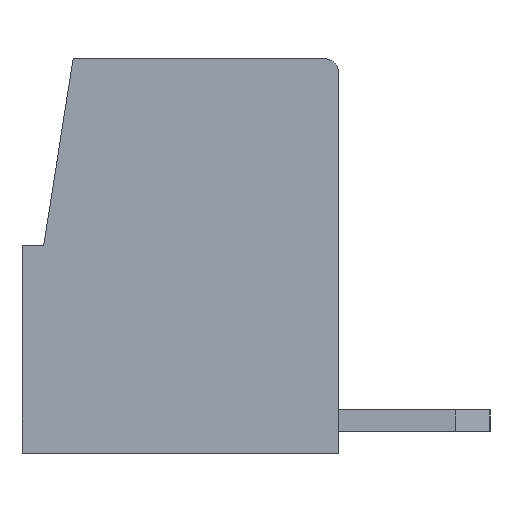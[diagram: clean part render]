
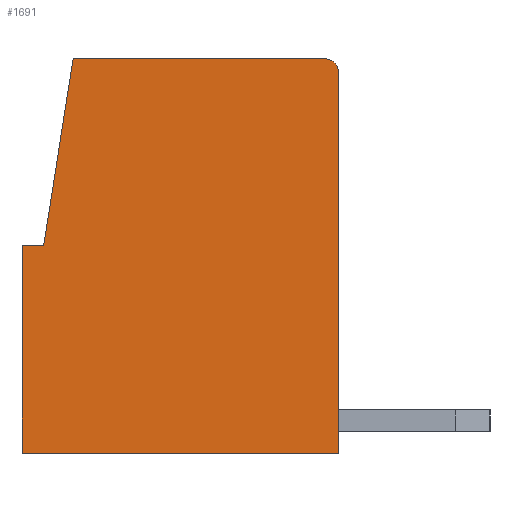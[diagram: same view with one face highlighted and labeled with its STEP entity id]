
A CAD part, left-side view. The second image highlights one B-rep face of the part: STEP entity #1691.
In plain terms, the highlighted planar face has unit normal (-1, 0, 0).
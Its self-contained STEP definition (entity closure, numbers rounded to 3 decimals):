
#1691 = ADVANCED_FACE( '', ( #3546 ), #3547, .F. );
#3546 = FACE_OUTER_BOUND( '', #5550, .T. );
#3547 = PLANE( '', #5551 );
#5550 = EDGE_LOOP( '', ( #10448, #10449, #10450, #10451, #10452, #10453, #10454 ) );
#5551 = AXIS2_PLACEMENT_3D( '', #10455, #10456, #10457 );
#10448 = ORIENTED_EDGE( '', *, *, #13711, .T. );
#10449 = ORIENTED_EDGE( '', *, *, #13061, .F. );
#10450 = ORIENTED_EDGE( '', *, *, #12625, .F. );
#10451 = ORIENTED_EDGE( '', *, *, #13712, .T. );
#10452 = ORIENTED_EDGE( '', *, *, #13713, .T. );
#10453 = ORIENTED_EDGE( '', *, *, #12351, .T. );
#10454 = ORIENTED_EDGE( '', *, *, #12448, .T. );
#10455 = CARTESIAN_POINT( '', ( -1.905, -11.88, 0. ) );
#10456 = DIRECTION( '', ( 1., 0., 0. ) );
#10457 = DIRECTION( '', ( 0., 1., 0. ) );
#12351 = EDGE_CURVE( '', #15048, #15049, #15050, .T. );
#12448 = EDGE_CURVE( '', #15049, #15206, #15208, .T. );
#12625 = EDGE_CURVE( '', #15487, #15489, #15490, .T. );
#13061 = EDGE_CURVE( '', #15489, #16132, #16133, .T. );
#13711 = EDGE_CURVE( '', #15206, #16132, #16973, .T. );
#13712 = EDGE_CURVE( '', #15487, #16974, #16975, .T. );
#13713 = EDGE_CURVE( '', #16974, #15048, #16976, .T. );
#15048 = VERTEX_POINT( '', #18821 );
#15049 = VERTEX_POINT( '', #18822 );
#15050 = LINE( '', #18823, #18824 );
#15206 = VERTEX_POINT( '', #19051 );
#15208 = LINE( '', #19054, #19055 );
#15487 = VERTEX_POINT( '', #19461 );
#15489 = VERTEX_POINT( '', #19464 );
#15490 = LINE( '', #19465, #19466 );
#16132 = VERTEX_POINT( '', #20415 );
#16133 = CIRCLE( '', #20416, 0.3 );
#16973 = LINE( '', #21679, #21680 );
#16974 = VERTEX_POINT( '', #21681 );
#16975 = LINE( '', #21682, #21683 );
#16976 = LINE( '', #21684, #21685 );
#18821 = CARTESIAN_POINT( '', ( -1.905, 0., 4.8 ) );
#18822 = CARTESIAN_POINT( '', ( -1.905, 0., 0. ) );
#18823 = CARTESIAN_POINT( '', ( -1.905, 0., 0. ) );
#18824 = VECTOR( '', #22573, 1000. );
#19051 = CARTESIAN_POINT( '', ( -1.905, -7.3, 0. ) );
#19054 = CARTESIAN_POINT( '', ( -1.905, -3.5, 0. ) );
#19055 = VECTOR( '', #22658, 1000. );
#19461 = CARTESIAN_POINT( '', ( -1.905, -1.181, 9.1 ) );
#19464 = CARTESIAN_POINT( '', ( -1.905, -7., 9.1 ) );
#19465 = CARTESIAN_POINT( '', ( -1.905, -3.5, 9.1 ) );
#19466 = VECTOR( '', #22811, 1000. );
#20415 = CARTESIAN_POINT( '', ( -1.905, -7.3, 8.8 ) );
#20416 = AXIS2_PLACEMENT_3D( '', #23176, #23177, #23178 );
#21679 = CARTESIAN_POINT( '', ( -1.905, -7.3, 0. ) );
#21680 = VECTOR( '', #23692, 1000. );
#21681 = CARTESIAN_POINT( '', ( -1.905, -0.5, 4.8 ) );
#21682 = CARTESIAN_POINT( '', ( -1.905, 0.26, 0. ) );
#21683 = VECTOR( '', #23693, 1000. );
#21684 = CARTESIAN_POINT( '', ( -1.905, -3.5, 4.8 ) );
#21685 = VECTOR( '', #23694, 1000. );
#22573 = DIRECTION( '', ( 0., 0., -1. ) );
#22658 = DIRECTION( '', ( 0., -1., 0. ) );
#22811 = DIRECTION( '', ( 0., -1., 0. ) );
#23176 = CARTESIAN_POINT( '', ( -1.905, -7., 8.8 ) );
#23177 = DIRECTION( '', ( 1., 0., 0. ) );
#23178 = DIRECTION( '', ( 0., -1., 0. ) );
#23692 = DIRECTION( '', ( 0., 0., 1. ) );
#23693 = DIRECTION( '', ( 0., 0.156, -0.988 ) );
#23694 = DIRECTION( '', ( 0., 1., 0. ) );
